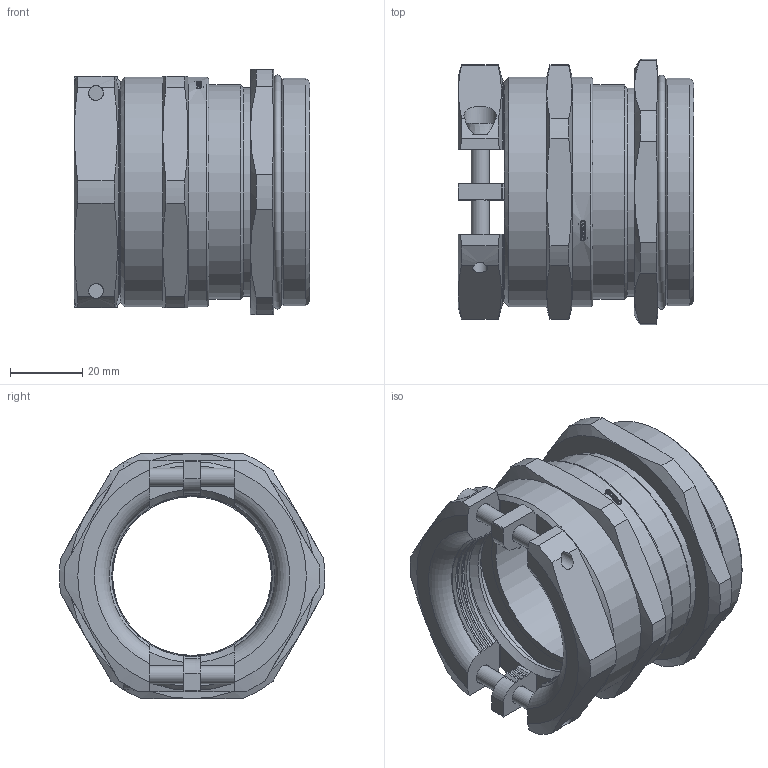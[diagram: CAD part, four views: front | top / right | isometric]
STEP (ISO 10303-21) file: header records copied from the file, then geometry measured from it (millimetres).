
FILE_DESCRIPTION(/* description */ ('HSK-MZ Metr.-Cable glands for special applications'),/* implementation_level */ '2;1');
FILE_NAME(/* name */ 'HU1690630050.stp',/* time_stamp */ '2021-10-12T15:02:41+02:00',/* author */ ('sl'),/* organization */ ('HUMMEL'),/* preprocessor_version */ 'ST-DEVELOPER v16.5',/* originating_system */ 'Autodesk Inventor 2017',/* authorisation */ '');
FILE_SCHEMA (('AUTOMOTIVE_DESIGN { 1 0 10303 214 3 1 1 }'));
Length unit declared in the file: millimetre
Products named in the file (6): HSK-MZ 1.690.6300.50; HSK-MZ 1.690.6300.50-Gland; HSK-MZ 1.690.6300.50-Nut; HSK-MZ 1.690.6300.50-Clamping insert; HSK-MZ 1.690.6300.50-Sealing insert; HSK-MZ 1.690.6300.50-O-Ring
Assembly tree (5 placements, depth 2):
  HSK-MZ 1.690.6300.50
    HSK-MZ 1.690.6300.50-Gland
    HSK-MZ 1.690.6300.50-Nut
    HSK-MZ 1.690.6300.50-Clamping insert
    HSK-MZ 1.690.6300.50-Sealing insert
    HSK-MZ 1.690.6300.50-O-Ring
Bounding box: 65.31 x 73.46 x 68 mm (x, y, z)
Volume: 99213.4 mm3; surface area: 57429.2 mm2
Topology: 5 solids, 5 shells, 309 faces, 820 edges, 539 vertices
Faces by surface type: plane 160, cylinder 82, cone 51, torus 16
Full cylindrical faces by diameter (mm): 4.134 x2, 5 x3, 5.3 x2, 5.5 x2, 44 x1, 44.4 x1, 44.5 x1, 47.4 x2, 52.8 x2, 53.5 x2, 55 x2, 57.6 x1, 57.78 x1, 58.54 x1, 59.3 x1, 60.8 x1, 63 x1, 63.5 x2
Entity records: 9699 total; most frequent: CARTESIAN_POINT 2046, DIRECTION 1638, ORIENTED_EDGE 1514, EDGE_CURVE 757, AXIS2_PLACEMENT_3D 647, VERTEX_POINT 524, EDGE_LOOP 389, LINE 344
